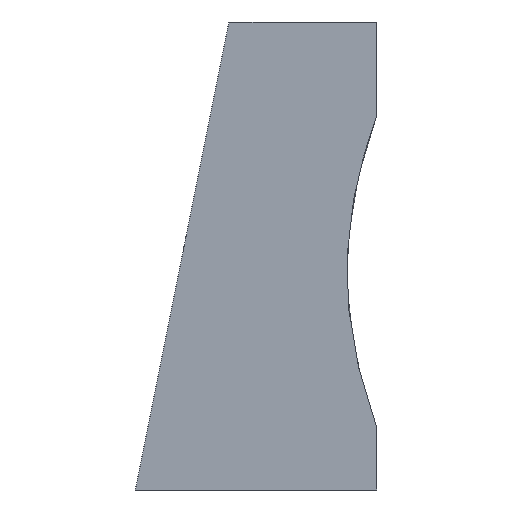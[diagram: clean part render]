
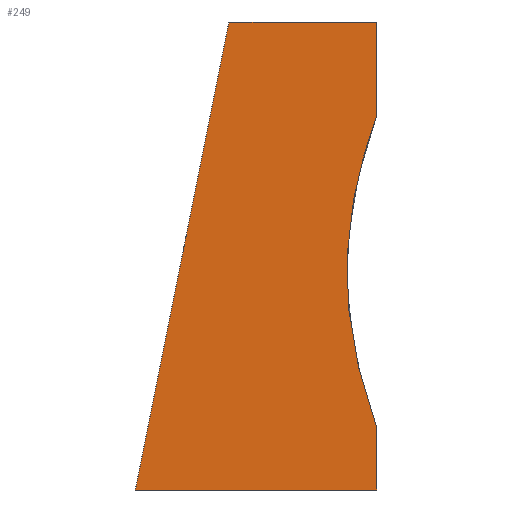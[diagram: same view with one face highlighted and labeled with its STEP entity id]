
A CAD part, front view. The second image highlights one B-rep face of the part: STEP entity #249.
In plain terms, the highlighted face is planar.
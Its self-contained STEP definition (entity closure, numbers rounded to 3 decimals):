
#20=(
BOUNDED_CURVE()
B_SPLINE_CURVE(5,(#436,#437,#438,#439,#440,#441,#442,#443,#444,#445,#446,
#447,#448,#449,#450),.UNSPECIFIED.,.F.,.F.)
B_SPLINE_CURVE_WITH_KNOTS((6,1,1,1,1,1,1,1,1,1,6),(-1.,-0.9,-0.8,-0.7,-0.6,
-0.5,-0.4,-0.3,-0.2,-0.1,0.),.UNSPECIFIED.)
CURVE()
GEOMETRIC_REPRESENTATION_ITEM()
RATIONAL_B_SPLINE_CURVE((1.,1.,1.,1.,1.,1.,1.,1.,1.,1.,1.,1.,1.,1.,1.))
REPRESENTATION_ITEM('')
);
#35=PLANE('',#275);
#51=FACE_OUTER_BOUND('',#71,.T.);
#71=EDGE_LOOP('',(#219,#220,#221,#222,#223,#224));
#79=LINE('',#387,#99);
#83=LINE('',#456,#103);
#86=LINE('',#462,#106);
#89=LINE('',#468,#109);
#92=LINE('',#472,#112);
#99=VECTOR('',#322,10.);
#103=VECTOR('',#328,10.);
#106=VECTOR('',#333,10.);
#109=VECTOR('',#338,10.);
#112=VECTOR('',#343,10.);
#131=VERTEX_POINT('',#384);
#132=VERTEX_POINT('',#386);
#134=VERTEX_POINT('',#435);
#136=VERTEX_POINT('',#455);
#138=VERTEX_POINT('',#461);
#140=VERTEX_POINT('',#467);
#155=EDGE_CURVE('',#132,#131,#79,.T.);
#158=EDGE_CURVE('',#134,#132,#20,.T.);
#161=EDGE_CURVE('',#136,#134,#83,.T.);
#164=EDGE_CURVE('',#138,#136,#86,.T.);
#167=EDGE_CURVE('',#140,#138,#89,.T.);
#170=EDGE_CURVE('',#131,#140,#92,.T.);
#219=ORIENTED_EDGE('',*,*,#170,.T.);
#220=ORIENTED_EDGE('',*,*,#167,.T.);
#221=ORIENTED_EDGE('',*,*,#164,.T.);
#222=ORIENTED_EDGE('',*,*,#161,.T.);
#223=ORIENTED_EDGE('',*,*,#158,.T.);
#224=ORIENTED_EDGE('',*,*,#155,.T.);
#249=ADVANCED_FACE('',(#51),#35,.T.);
#275=AXIS2_PLACEMENT_3D('',#473,#344,#345);
#322=DIRECTION('',(0.,0.,1.));
#328=DIRECTION('',(0.,0.,1.));
#333=DIRECTION('',(-1.,0.,0.));
#338=DIRECTION('',(0.196,0.,-0.981));
#343=DIRECTION('',(1.,0.,0.));
#344=DIRECTION('center_axis',(0.,1.,0.));
#345=DIRECTION('ref_axis',(1.,0.,0.));
#384=CARTESIAN_POINT('',(-8.7,15.,75.));
#386=CARTESIAN_POINT('',(-8.7,15.,60.));
#387=CARTESIAN_POINT('',(-8.7,15.,60.));
#435=CARTESIAN_POINT('',(-8.7,15.,10.));
#436=CARTESIAN_POINT('Ctrl Pts',(-8.7,15.,10.));
#437=CARTESIAN_POINT('Ctrl Pts',(-8.336,15.,11.));
#438=CARTESIAN_POINT('Ctrl Pts',(-7.639,15.,13.));
#439=CARTESIAN_POINT('Ctrl Pts',(-6.69,15.,16.));
#440=CARTESIAN_POINT('Ctrl Pts',(-5.618,15.,20.));
#441=CARTESIAN_POINT('Ctrl Pts',(-4.623,15.,25.));
#442=CARTESIAN_POINT('Ctrl Pts',(-4.005,15.,30.));
#443=CARTESIAN_POINT('Ctrl Pts',(-3.793,15.,35.));
#444=CARTESIAN_POINT('Ctrl Pts',(-4.005,15.,40.));
#445=CARTESIAN_POINT('Ctrl Pts',(-4.623,15.,45.));
#446=CARTESIAN_POINT('Ctrl Pts',(-5.618,15.,50.));
#447=CARTESIAN_POINT('Ctrl Pts',(-6.69,15.,54.));
#448=CARTESIAN_POINT('Ctrl Pts',(-7.639,15.,57.));
#449=CARTESIAN_POINT('Ctrl Pts',(-8.336,15.,59.));
#450=CARTESIAN_POINT('Ctrl Pts',(-8.7,15.,60.));
#455=CARTESIAN_POINT('',(-8.7,15.,0.));
#456=CARTESIAN_POINT('',(-8.7,15.,0.));
#461=CARTESIAN_POINT('',(30.,15.,0.));
#462=CARTESIAN_POINT('',(30.,15.,0.));
#467=CARTESIAN_POINT('',(15.,15.,75.));
#468=CARTESIAN_POINT('',(15.,15.,75.));
#472=CARTESIAN_POINT('',(-8.7,15.,75.));
#473=CARTESIAN_POINT('Origin',(10.65,15.,37.5));
